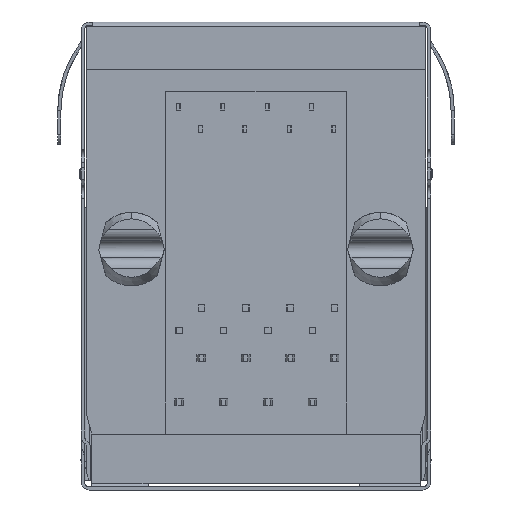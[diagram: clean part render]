
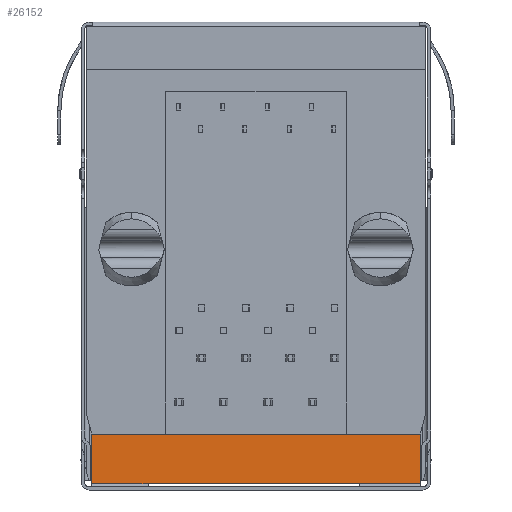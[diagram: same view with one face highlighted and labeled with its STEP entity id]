
A CAD part, front view. The second image highlights one B-rep face of the part: STEP entity #26152.
In plain terms, the highlighted planar face has unit normal (0, -1, 0).
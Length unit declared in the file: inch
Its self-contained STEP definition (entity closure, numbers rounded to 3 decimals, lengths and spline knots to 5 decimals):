
#54 = VERTEX_POINT ( 'NONE', #32154 ) ;
#1147 = LINE ( 'NONE', #13226, #8284 ) ;
#2431 = VERTEX_POINT ( 'NONE', #9783 ) ;
#2816 = EDGE_CURVE ( 'NONE', #2431, #54, #1147, .T. ) ;
#3799 = VERTEX_POINT ( 'NONE', #38694 ) ;
#6258 = VECTOR ( 'NONE', #35115, 39.37008 ) ;
#6356 = ORIENTED_EDGE ( 'NONE', *, *, #28169, .T. ) ;
#6638 = CARTESIAN_POINT ( 'NONE',  ( -0.2529, -0.26349, -0.37257 ) ) ;
#7415 = VECTOR ( 'NONE', #21012, 39.37008 ) ;
#7668 = ORIENTED_EDGE ( 'NONE', *, *, #10629, .T. ) ;
#8284 = VECTOR ( 'NONE', #25332, 39.37008 ) ;
#8359 = VECTOR ( 'NONE', #35453, 39.37008 ) ;
#8920 = CARTESIAN_POINT ( 'NONE',  ( 0.27029, -0.26349, -0.37257 ) ) ;
#9783 = CARTESIAN_POINT ( 'NONE',  ( 0.27029, -0.26349, -0.37257 ) ) ;
#10629 = EDGE_CURVE ( 'NONE', #25078, #3799, #10915, .T. ) ;
#10915 = LINE ( 'NONE', #23020, #6258 ) ;
#11261 = LINE ( 'NONE', #23363, #8359 ) ;
#12077 = ORIENTED_EDGE ( 'NONE', *, *, #26684, .T. ) ;
#13226 = CARTESIAN_POINT ( 'NONE',  ( -0.2529, -0.26349, -0.37257 ) ) ;
#15302 = CARTESIAN_POINT ( 'NONE',  ( 0.27029, -0.26349, -0.28281 ) ) ;
#18716 = DIRECTION ( 'NONE',  ( 0., 1., 0. ) ) ;
#21012 = DIRECTION ( 'NONE',  ( 0., 0., 1. ) ) ;
#21720 = FACE_OUTER_BOUND ( 'NONE', #24483, .T. ) ;
#23020 = CARTESIAN_POINT ( 'NONE',  ( 0.27072, -0.26349, -0.28281 ) ) ;
#23363 = CARTESIAN_POINT ( 'NONE',  ( -0.32307, -0.26349, -0.37257 ) ) ;
#23519 = AXIS2_PLACEMENT_3D ( 'NONE', #6638, #18716, #30830 ) ;
#24483 = EDGE_LOOP ( 'NONE', ( #25826, #6356, #7668, #12077 ) ) ;
#25078 = VERTEX_POINT ( 'NONE', #15302 ) ;
#25332 = DIRECTION ( 'NONE',  ( -1., 0., 0. ) ) ;
#25826 = ORIENTED_EDGE ( 'NONE', *, *, #2816, .F. ) ;
#26152 = ADVANCED_FACE ( 'NONE', ( #21720 ), #33811, .F. ) ;
#26684 = EDGE_CURVE ( 'NONE', #3799, #54, #11261, .T. ) ;
#28169 = EDGE_CURVE ( 'NONE', #2431, #25078, #36074, .T. ) ;
#30830 = DIRECTION ( 'NONE',  ( 0., 0., 1. ) ) ;
#32154 = CARTESIAN_POINT ( 'NONE',  ( -0.32307, -0.26349, -0.37257 ) ) ;
#33811 = PLANE ( 'NONE',  #23519 ) ;
#35115 = DIRECTION ( 'NONE',  ( -1., 0., 0. ) ) ;
#35453 = DIRECTION ( 'NONE',  ( 0., 0., -1. ) ) ;
#36074 = LINE ( 'NONE', #8920, #7415 ) ;
#38694 = CARTESIAN_POINT ( 'NONE',  ( -0.32307, -0.26349, -0.28281 ) ) ;
